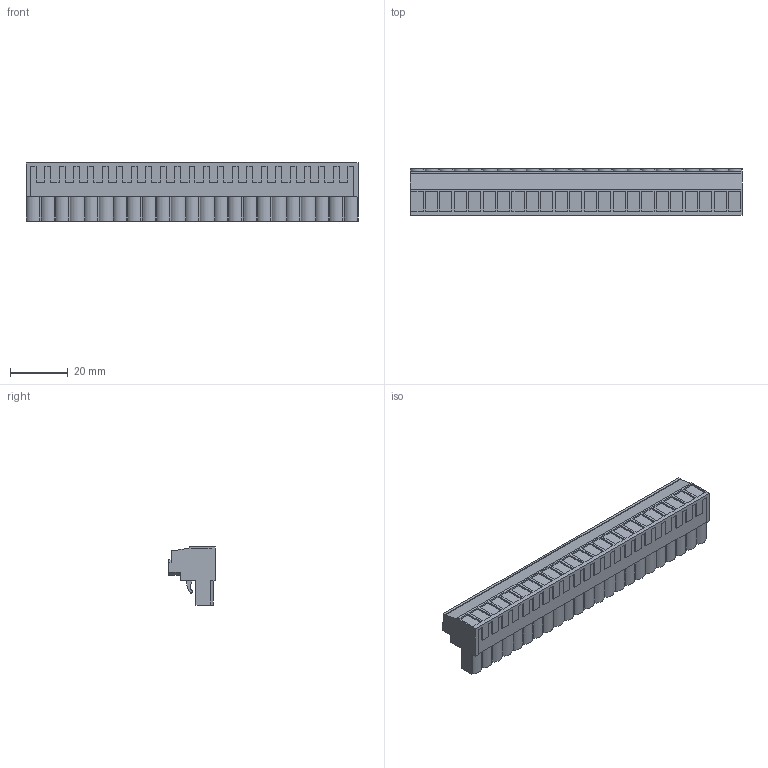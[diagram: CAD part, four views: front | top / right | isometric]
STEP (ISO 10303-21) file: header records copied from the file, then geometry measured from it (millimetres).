
FILE_DESCRIPTION(('CATIA V5 STEP Exchange','CAx-IF Rec.Pracs.--- Model Styling and Organization---1.2---2011-12-15'),'2;1');
FILE_NAME ('D1460292_0_1954270000_1954270000.stp','2017-05-25T06:35:22+00:00',('none'),('Weidmueller'),'CATIA Version 5-6 Release 2014','CATIA V5 STEP AP214','none');
FILE_SCHEMA(('AUTOMOTIVE_DESIGN { 1 0 10303 214 1 1 1 1 }'));
Length unit declared in the file: millimetre
Products named in the file (1): 1954270000
Bounding box: 115 x 16.1 x 20.1 mm (x, y, z)
Volume: 22774.5 mm3; surface area: 12073.2 mm2
Topology: 24 solids, 24 shells, 1428 faces, 4080 edges, 2792 vertices
Faces by surface type: plane 1167, cylinder 261
Entity records: 43437 total; most frequent: CARTESIAN_POINT 8247, ORIENTED_EDGE 8160, DIRECTION 5753, EDGE_CURVE 4080, VECTOR 3420, LINE 3420, VERTEX_POINT 2792, EDGE_LOOP 1520
